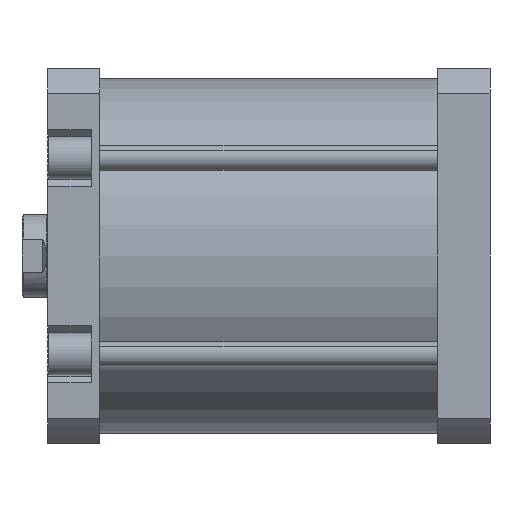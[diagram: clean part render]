
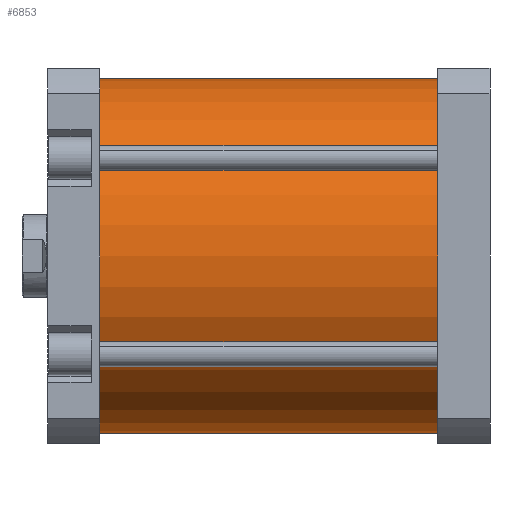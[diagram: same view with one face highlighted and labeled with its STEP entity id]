
A CAD part, front view. The second image highlights one B-rep face of the part: STEP entity #6853.
In plain terms, the highlighted cylindrical face has radius 85 mm (diameter 170 mm), a partial arc.
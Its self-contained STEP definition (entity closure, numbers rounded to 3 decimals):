
#73 = DIRECTION ( 'NONE',  ( 0., 0., -1. ) ) ;
#80 = DIRECTION ( 'NONE',  ( -1., 0., 0. ) ) ;
#104 = CARTESIAN_POINT ( 'NONE',  ( 0., 0., 162. ) ) ;
#790 = CARTESIAN_POINT ( 'NONE',  ( 0., 0., 0. ) ) ;
#791 = DIRECTION ( 'NONE',  ( 0., 0., 1. ) ) ;
#792 = DIRECTION ( 'NONE',  ( 1., 0., 0. ) ) ;
#802 = CARTESIAN_POINT ( 'NONE',  ( 0., 0., 162. ) ) ;
#803 = DIRECTION ( 'NONE',  ( 0., 0., 1. ) ) ;
#804 = DIRECTION ( 'NONE',  ( 1., 0., 0. ) ) ;
#810 = CARTESIAN_POINT ( 'NONE',  ( -85., 0., 162. ) ) ;
#811 = DIRECTION ( 'NONE',  ( 0., 0., -1. ) ) ;
#814 = CARTESIAN_POINT ( 'NONE',  ( 85., 0., 162. ) ) ;
#815 = DIRECTION ( 'NONE',  ( 0., 0., -1. ) ) ;
#1354 = AXIS2_PLACEMENT_3D ( 'NONE', #790, #791, #792 ) ;
#1356 = AXIS2_PLACEMENT_3D ( 'NONE', #802, #803, #804 ) ;
#2688 = VERTEX_POINT ( 'NONE', #3982 ) ;
#3457 = ORIENTED_EDGE ( 'NONE', *, *, #7133, .F. ) ;
#3458 = ORIENTED_EDGE ( 'NONE', *, *, #7128, .F. ) ;
#3459 = ORIENTED_EDGE ( 'NONE', *, *, #7131, .T. ) ;
#3460 = ORIENTED_EDGE ( 'NONE', *, *, #7124, .T. ) ;
#3575 = EDGE_LOOP ( 'NONE', ( #3457, #3458, #3459, #3460 ) ) ;
#3935 = VERTEX_POINT ( 'NONE', #4225 ) ;
#3936 = VERTEX_POINT ( 'NONE', #4226 ) ;
#3940 = VERTEX_POINT ( 'NONE', #4230 ) ;
#3982 = CARTESIAN_POINT ( 'NONE',  ( 85., 0., 0. ) ) ;
#4225 = CARTESIAN_POINT ( 'NONE',  ( 85., 0., 162. ) ) ;
#4226 = CARTESIAN_POINT ( 'NONE',  ( -85., 0., 0. ) ) ;
#4230 = CARTESIAN_POINT ( 'NONE',  ( -85., 0., 162. ) ) ;
#5750 = FACE_OUTER_BOUND ( 'NONE', #3575, .T. ) ;
#5755 = CYLINDRICAL_SURFACE ( 'NONE', #7737, 85. ) ;
#6159 = LINE ( 'NONE', #814, #6167 ) ;
#6161 = CIRCLE ( 'NONE', #1354, 85. ) ;
#6166 = CIRCLE ( 'NONE', #1356, 85. ) ;
#6167 = VECTOR ( 'NONE', #815, 1000. ) ;
#6169 = LINE ( 'NONE', #810, #6170 ) ;
#6170 = VECTOR ( 'NONE', #811, 1000. ) ;
#6853 = ADVANCED_FACE ( 'NONE', ( #5750 ), #5755, .T. ) ;
#7124 = EDGE_CURVE ( 'NONE', #3936, #2688, #6161, .T. ) ;
#7128 = EDGE_CURVE ( 'NONE', #3940, #3935, #6166, .T. ) ;
#7131 = EDGE_CURVE ( 'NONE', #3940, #3936, #6169, .T. ) ;
#7133 = EDGE_CURVE ( 'NONE', #3935, #2688, #6159, .T. ) ;
#7737 = AXIS2_PLACEMENT_3D ( 'NONE', #104, #73, #80 ) ;
